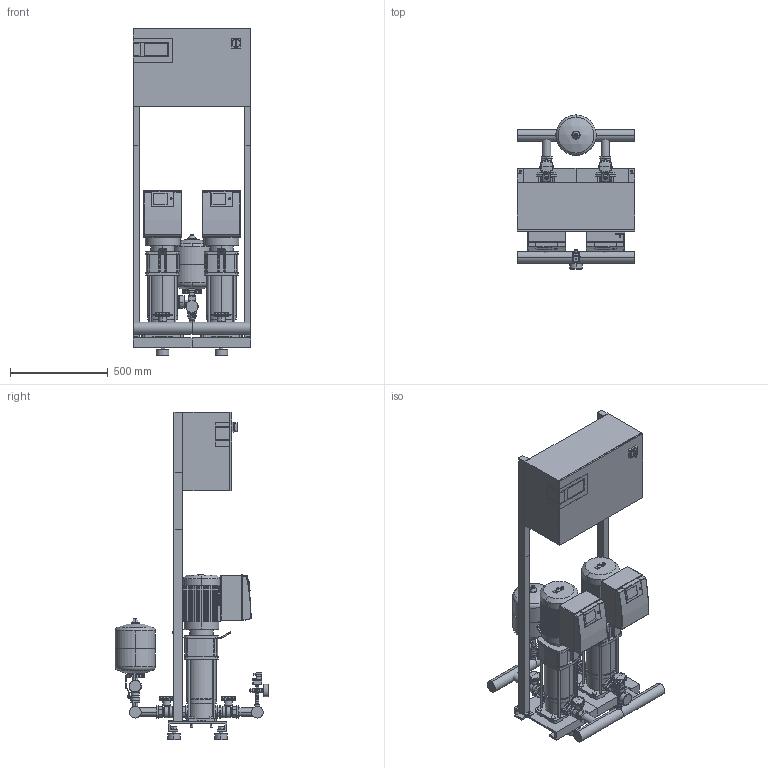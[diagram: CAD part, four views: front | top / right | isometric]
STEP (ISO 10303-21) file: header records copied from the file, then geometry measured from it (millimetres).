
FILE_DESCRIPTION((''),'2;1');
FILE_NAME('3d_COR-2HELIXVE604_K_CCE-01-2539318.stp','2015-10-02T14:54:33',(''),(''),'Mechanical Desktop 2009','Mechanical Desktop 2009',', , ');
FILE_SCHEMA(('CONFIG_CONTROL_DESIGN'));
Length unit declared in the file: millimetre
Products named in the file (1): Product
Bounding box: 600 x 786 x 1670 mm (x, y, z)
Volume: 126084612.8 mm3; surface area: 5762072.9 mm2
Topology: 116 solids, 116 shells, 3111 faces, 7837 edges, 5082 vertices
Faces by surface type: plane 1268, bspline 870, cylinder 800, cone 109, torus 48, sphere 16
Entity records: 102284 total; most frequent: CARTESIAN_POINT 28624, ORIENTED_EDGE 15590, DIRECTION 14430, EDGE_CURVE 7795, VERTEX_POINT 5075, VECTOR 4924, LINE 4924, AXIS2_PLACEMENT_3D 4753
